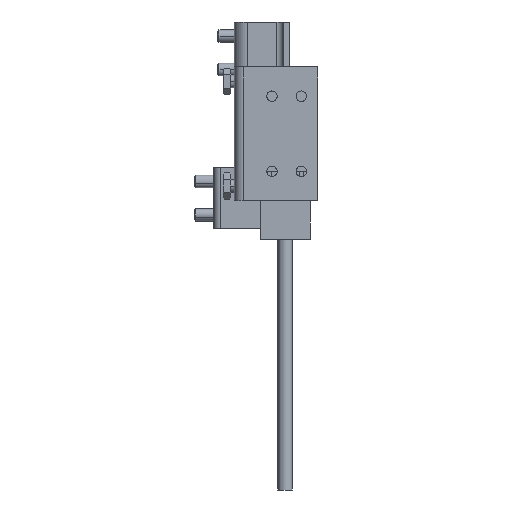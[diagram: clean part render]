
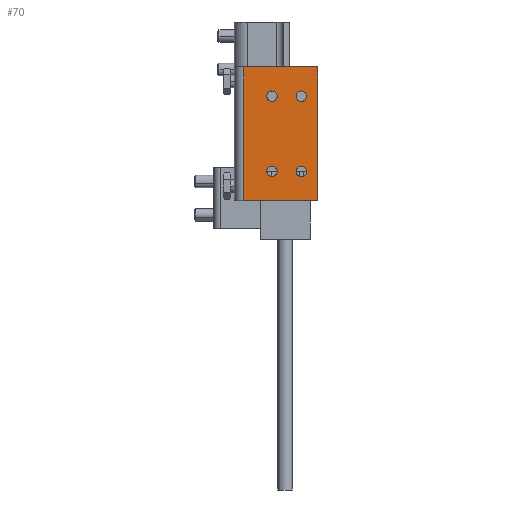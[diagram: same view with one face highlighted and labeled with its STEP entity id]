
A CAD part, front view. The second image highlights one B-rep face of the part: STEP entity #70.
In plain terms, the highlighted planar face has unit normal (0, -1, 0).
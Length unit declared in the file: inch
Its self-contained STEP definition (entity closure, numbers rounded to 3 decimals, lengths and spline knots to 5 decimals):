
#70 = ADVANCED_FACE ( 'NONE', ( #1388, #6789, #9323, #5525, #1303 ), #12278, .T. ) ;
#431 = CARTESIAN_POINT ( 'NONE',  ( 0.35433, 0., 0.35433 ) ) ;
#452 = CARTESIAN_POINT ( 'NONE',  ( 0.35433, 0., 0.35433 ) ) ;
#757 = ORIENTED_EDGE ( 'NONE', *, *, #2177, .T. ) ;
#942 = ORIENTED_EDGE ( 'NONE', *, *, #8140, .T. ) ;
#995 = CIRCLE ( 'NONE', #13610, 0.04921 ) ;
#1007 = CIRCLE ( 'NONE', #17385, 0.04921 ) ;
#1267 = CARTESIAN_POINT ( 'NONE',  ( 0.35433, 0., -0.35433 ) ) ;
#1303 = FACE_OUTER_BOUND ( 'NONE', #15064, .T. ) ;
#1388 = FACE_BOUND ( 'NONE', #6504, .T. ) ;
#1405 = AXIS2_PLACEMENT_3D ( 'NONE', #1571, #12546, #12464 ) ;
#1571 = CARTESIAN_POINT ( 'NONE',  ( 0.62992, 0., 0.35433 ) ) ;
#1925 = CARTESIAN_POINT ( 'NONE',  ( 0.08858, 0., -0.62992 ) ) ;
#2017 = DIRECTION ( 'NONE',  ( 0., 0., -1. ) ) ;
#2177 = EDGE_CURVE ( 'NONE', #9996, #10256, #9048, .T. ) ;
#2215 = DIRECTION ( 'NONE',  ( 0., 0., 1. ) ) ;
#2340 = EDGE_CURVE ( 'NONE', #13703, #13450, #10326, .T. ) ;
#2563 = CIRCLE ( 'NONE', #6598, 0.04921 ) ;
#2718 = LINE ( 'NONE', #5509, #16919 ) ;
#2744 = VECTOR ( 'NONE', #9253, 39.37008 ) ;
#2795 = CARTESIAN_POINT ( 'NONE',  ( 0.62992, 0., -0.35433 ) ) ;
#2820 = CARTESIAN_POINT ( 'NONE',  ( 0.35433, 0., -0.40354 ) ) ;
#2825 = DIRECTION ( 'NONE',  ( 0., 1., 0. ) ) ;
#3085 = AXIS2_PLACEMENT_3D ( 'NONE', #452, #12856, #11425 ) ;
#3436 = CARTESIAN_POINT ( 'NONE',  ( 0.08858, 0., 0.62992 ) ) ;
#4172 = VERTEX_POINT ( 'NONE', #13806 ) ;
#4239 = CARTESIAN_POINT ( 'NONE',  ( 0.62992, 0., -0.40354 ) ) ;
#4275 = LINE ( 'NONE', #8946, #16992 ) ;
#4483 = ORIENTED_EDGE ( 'NONE', *, *, #15630, .T. ) ;
#4524 = ORIENTED_EDGE ( 'NONE', *, *, #16755, .T. ) ;
#5342 = DIRECTION ( 'NONE',  ( 0., 0., 1. ) ) ;
#5509 = CARTESIAN_POINT ( 'NONE',  ( 0., 0., 0.62992 ) ) ;
#5525 = FACE_BOUND ( 'NONE', #11246, .T. ) ;
#5542 = DIRECTION ( 'NONE',  ( 1., 0., 0. ) ) ;
#5623 = LINE ( 'NONE', #8500, #17179 ) ;
#6497 = CARTESIAN_POINT ( 'NONE',  ( 0.35433, 0., 0.40354 ) ) ;
#6504 = EDGE_LOOP ( 'NONE', ( #11435, #8261 ) ) ;
#6598 = AXIS2_PLACEMENT_3D ( 'NONE', #431, #16890, #12750 ) ;
#6601 = EDGE_LOOP ( 'NONE', ( #942, #17804 ) ) ;
#6706 = DIRECTION ( 'NONE',  ( 0., -1., 0. ) ) ;
#6750 = DIRECTION ( 'NONE',  ( 0., 0., 1. ) ) ;
#6789 = FACE_BOUND ( 'NONE', #16194, .T. ) ;
#7091 = EDGE_CURVE ( 'NONE', #10109, #17336, #2718, .T. ) ;
#8140 = EDGE_CURVE ( 'NONE', #15476, #9224, #14099, .T. ) ;
#8261 = ORIENTED_EDGE ( 'NONE', *, *, #16716, .T. ) ;
#8317 = DIRECTION ( 'NONE',  ( 0., 0., 1. ) ) ;
#8489 = EDGE_CURVE ( 'NONE', #17336, #12808, #4275, .T. ) ;
#8500 = CARTESIAN_POINT ( 'NONE',  ( 0., 0., -0.62992 ) ) ;
#8946 = CARTESIAN_POINT ( 'NONE',  ( 0.08858, 0., -0.62992 ) ) ;
#9048 = CIRCLE ( 'NONE', #15941, 0.04921 ) ;
#9224 = VERTEX_POINT ( 'NONE', #4239 ) ;
#9253 = DIRECTION ( 'NONE',  ( 0., 0., 1. ) ) ;
#9266 = EDGE_CURVE ( 'NONE', #9224, #15476, #995, .T. ) ;
#9323 = FACE_BOUND ( 'NONE', #6601, .T. ) ;
#9349 = ORIENTED_EDGE ( 'NONE', *, *, #7091, .T. ) ;
#9449 = CIRCLE ( 'NONE', #1405, 0.04921 ) ;
#9640 = DIRECTION ( 'NONE',  ( 0., 1., 0. ) ) ;
#9737 = DIRECTION ( 'NONE',  ( 0., 0., 1. ) ) ;
#9824 = EDGE_CURVE ( 'NONE', #14935, #4172, #1007, .T. ) ;
#9996 = VERTEX_POINT ( 'NONE', #2820 ) ;
#10076 = AXIS2_PLACEMENT_3D ( 'NONE', #15978, #12932, #2215 ) ;
#10109 = VERTEX_POINT ( 'NONE', #11557 ) ;
#10256 = VERTEX_POINT ( 'NONE', #10651 ) ;
#10326 = CIRCLE ( 'NONE', #3085, 0.04921 ) ;
#10491 = DIRECTION ( 'NONE',  ( 0., 1., 0. ) ) ;
#10608 = AXIS2_PLACEMENT_3D ( 'NONE', #15137, #2825, #8317 ) ;
#10651 = CARTESIAN_POINT ( 'NONE',  ( 0.35433, 0., -0.30512 ) ) ;
#10837 = VERTEX_POINT ( 'NONE', #16627 ) ;
#11025 = DIRECTION ( 'NONE',  ( 0., 0., -1. ) ) ;
#11046 = EDGE_CURVE ( 'NONE', #10837, #10109, #14377, .T. ) ;
#11246 = EDGE_LOOP ( 'NONE', ( #4524, #757 ) ) ;
#11425 = DIRECTION ( 'NONE',  ( 0., 0., 1. ) ) ;
#11435 = ORIENTED_EDGE ( 'NONE', *, *, #9824, .T. ) ;
#11530 = ORIENTED_EDGE ( 'NONE', *, *, #12373, .T. ) ;
#11557 = CARTESIAN_POINT ( 'NONE',  ( 0.7874, 0., 0.62992 ) ) ;
#11578 = CARTESIAN_POINT ( 'NONE',  ( 0.62992, 0., 0.35433 ) ) ;
#11615 = CARTESIAN_POINT ( 'NONE',  ( 0.35433, 0., 0.30512 ) ) ;
#11867 = CARTESIAN_POINT ( 'NONE',  ( 0.62992, 0., -0.30512 ) ) ;
#11897 = AXIS2_PLACEMENT_3D ( 'NONE', #17772, #6706, #11025 ) ;
#12083 = ORIENTED_EDGE ( 'NONE', *, *, #2340, .T. ) ;
#12090 = DIRECTION ( 'NONE',  ( -1., 0., 0. ) ) ;
#12278 = PLANE ( 'NONE',  #11897 ) ;
#12373 = EDGE_CURVE ( 'NONE', #13450, #13703, #2563, .T. ) ;
#12464 = DIRECTION ( 'NONE',  ( 0., 0., 1. ) ) ;
#12546 = DIRECTION ( 'NONE',  ( 0., 1., 0. ) ) ;
#12750 = DIRECTION ( 'NONE',  ( 0., 0., 1. ) ) ;
#12808 = VERTEX_POINT ( 'NONE', #1925 ) ;
#12856 = DIRECTION ( 'NONE',  ( 0., 1., 0. ) ) ;
#12903 = CIRCLE ( 'NONE', #10608, 0.04921 ) ;
#12932 = DIRECTION ( 'NONE',  ( 0., 1., 0. ) ) ;
#13450 = VERTEX_POINT ( 'NONE', #6497 ) ;
#13610 = AXIS2_PLACEMENT_3D ( 'NONE', #2795, #14833, #9737 ) ;
#13703 = VERTEX_POINT ( 'NONE', #11615 ) ;
#13806 = CARTESIAN_POINT ( 'NONE',  ( 0.62992, 0., 0.30512 ) ) ;
#14099 = CIRCLE ( 'NONE', #10076, 0.04921 ) ;
#14377 = LINE ( 'NONE', #15818, #2744 ) ;
#14833 = DIRECTION ( 'NONE',  ( 0., 1., 0. ) ) ;
#14935 = VERTEX_POINT ( 'NONE', #17103 ) ;
#15064 = EDGE_LOOP ( 'NONE', ( #4483, #17284, #9349, #15583 ) ) ;
#15137 = CARTESIAN_POINT ( 'NONE',  ( 0.35433, 0., -0.35433 ) ) ;
#15476 = VERTEX_POINT ( 'NONE', #11867 ) ;
#15583 = ORIENTED_EDGE ( 'NONE', *, *, #8489, .T. ) ;
#15630 = EDGE_CURVE ( 'NONE', #12808, #10837, #5623, .T. ) ;
#15818 = CARTESIAN_POINT ( 'NONE',  ( 0.7874, 0., -0.62992 ) ) ;
#15941 = AXIS2_PLACEMENT_3D ( 'NONE', #1267, #9640, #6750 ) ;
#15978 = CARTESIAN_POINT ( 'NONE',  ( 0.62992, 0., -0.35433 ) ) ;
#16194 = EDGE_LOOP ( 'NONE', ( #11530, #12083 ) ) ;
#16627 = CARTESIAN_POINT ( 'NONE',  ( 0.7874, 0., -0.62992 ) ) ;
#16716 = EDGE_CURVE ( 'NONE', #4172, #14935, #9449, .T. ) ;
#16755 = EDGE_CURVE ( 'NONE', #10256, #9996, #12903, .T. ) ;
#16890 = DIRECTION ( 'NONE',  ( 0., 1., 0. ) ) ;
#16919 = VECTOR ( 'NONE', #12090, 39.37008 ) ;
#16992 = VECTOR ( 'NONE', #2017, 39.37008 ) ;
#17103 = CARTESIAN_POINT ( 'NONE',  ( 0.62992, 0., 0.40354 ) ) ;
#17179 = VECTOR ( 'NONE', #5542, 39.37008 ) ;
#17284 = ORIENTED_EDGE ( 'NONE', *, *, #11046, .T. ) ;
#17336 = VERTEX_POINT ( 'NONE', #3436 ) ;
#17385 = AXIS2_PLACEMENT_3D ( 'NONE', #11578, #10491, #5342 ) ;
#17772 = CARTESIAN_POINT ( 'NONE',  ( 0., 0., -0.62992 ) ) ;
#17804 = ORIENTED_EDGE ( 'NONE', *, *, #9266, .T. ) ;
